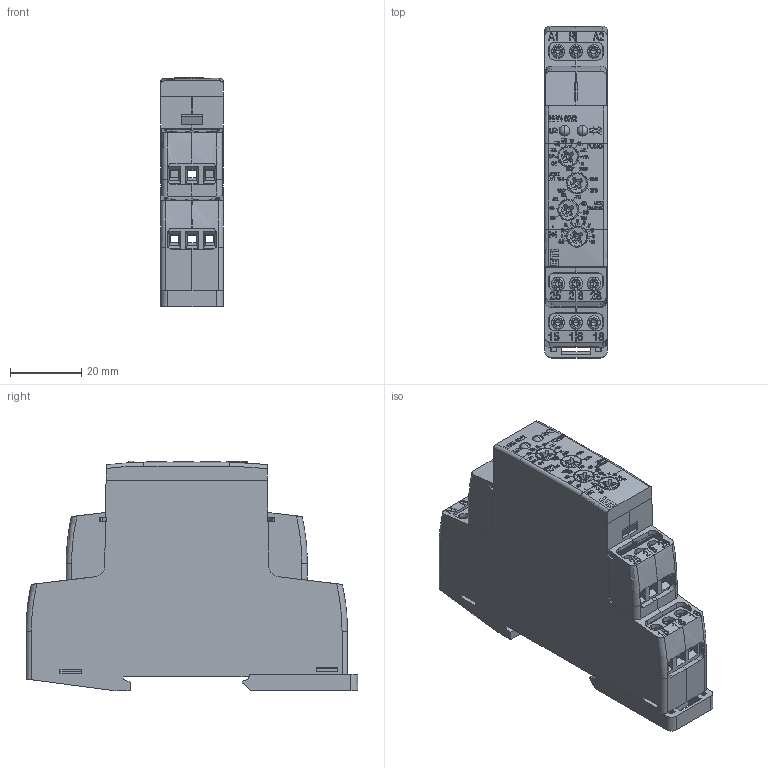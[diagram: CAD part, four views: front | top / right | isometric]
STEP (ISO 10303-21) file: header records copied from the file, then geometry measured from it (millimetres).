
FILE_DESCRIPTION((''),'2;1');
FILE_NAME('HRN-32_2_ETI_ASM','2024-05-24T11:40:06',('klemen.sitar'),('Audax d.o.o.'),'CREO PARAMETRIC BY PTC INC, 2021304','CREO PARAMETRIC BY PTC INC, 2021304','');
FILE_SCHEMA(('AP242_MANAGED_MODEL_BASED_3D_ENGINEERING_MIM_LF { 1 0 10303 442 1 1 4 }'));
Products named in the file (18): BREP_1-2791; BREP_3_1; BREP_4_1; BREP_5_1; BREP_6; BREP_7_1; BREP_8_1; BREP_1_1; BREP_10_1; BREP_11_1; BREP_1-2802; BREP_1-2803; BREP_14_1; PRT0002; STUFF; SCREWS; PRT0003; HRN-32_2_ETI_ASM
Assembly tree (17 placements, depth 2):
  HRN-32_2_ETI_ASM
    BREP_1-2791
    BREP_3_1
    BREP_4_1
    BREP_5_1
    BREP_6
    BREP_7_1
    BREP_8_1
    BREP_1_1
    BREP_10_1
    BREP_11_1
    BREP_1-2802
    BREP_1-2803
    BREP_14_1
    PRT0002
    STUFF
    SCREWS
    PRT0003
Bounding box: 17.6 x 92.95 x 64.4 mm (x, y, z)
Volume: 20601.1 mm3; surface area: 38391.1 mm2
Topology: 13 solids, 218 shells, 1839 faces, 7776 edges, 7810 vertices
Faces by surface type: plane 1298, cylinder 268, cone 90, torus 75, bspline 74, sphere 34
Entity records: 137286 total; most frequent: CARTESIAN_POINT 42774, ORIENTED_EDGE 10544, DIRECTION 10023, PRESENTATION_STYLE_ASSIGNMENT 9816, STYLED_ITEM 9816, CURVE_STYLE 7760, EDGE_CURVE 6026, VECTOR 4471
